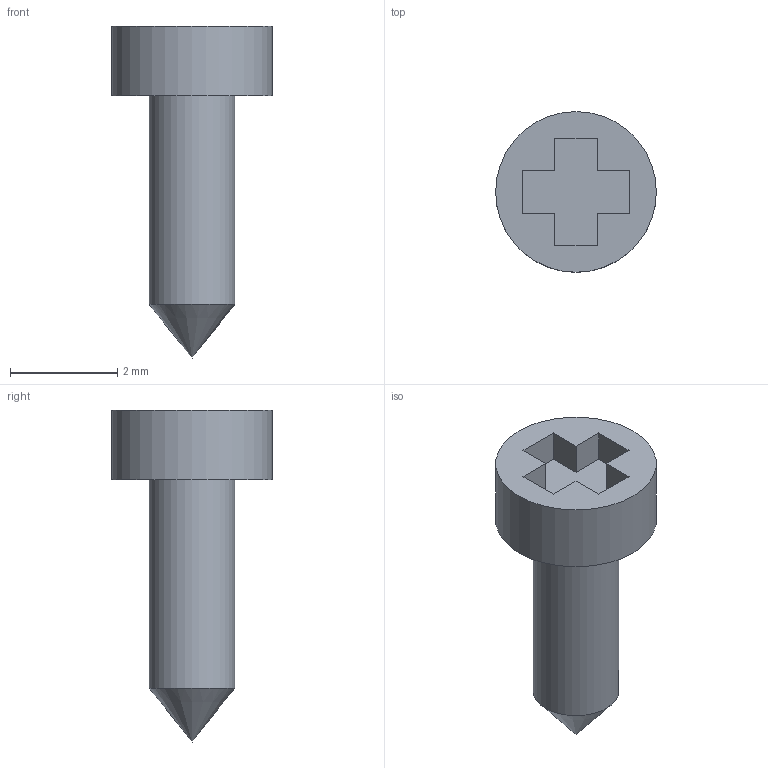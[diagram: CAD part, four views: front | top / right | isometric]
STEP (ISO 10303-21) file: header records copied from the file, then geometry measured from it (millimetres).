
FILE_DESCRIPTION(('FreeCAD Model'),'2;1');
FILE_NAME('servo-screw-1.7x6.2mm.step', '2015-01-11T11:03:19',('FreeCAD'),('FreeCAD'), 'Open CASCADE STEP processor 6.7','FreeCAD','Unknown');
FILE_SCHEMA(('AUTOMOTIVE_DESIGN_CC2 { 1 2 10303 214 -1 1 5 4 }'));
Length unit declared in the file: millimetre
Products named in the file (1): top-cross
Bounding box: 3 x 3 x 6.2 mm (x, y, z)
Volume: 16.2 mm3; surface area: 52 mm2
Topology: 1 solids, 1 shells, 18 faces, 44 edges, 29 vertices
Faces by surface type: plane 15, cylinder 2, cone 1
Full cylindrical faces by diameter (mm): 1.6 x1, 3 x1
Entity records: 1099 total; most frequent: CARTESIAN_POINT 177, DIRECTION 171, LINE 122, VECTOR 122, ORIENTED_EDGE 86, PCURVE 86, DEFINITIONAL_REPRESENTATION 86, EDGE_CURVE 43
